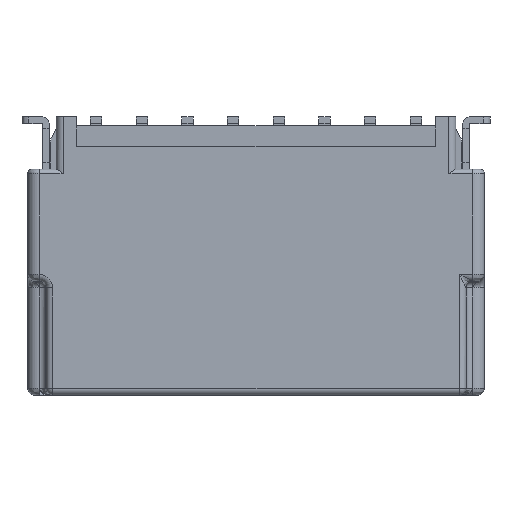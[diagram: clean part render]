
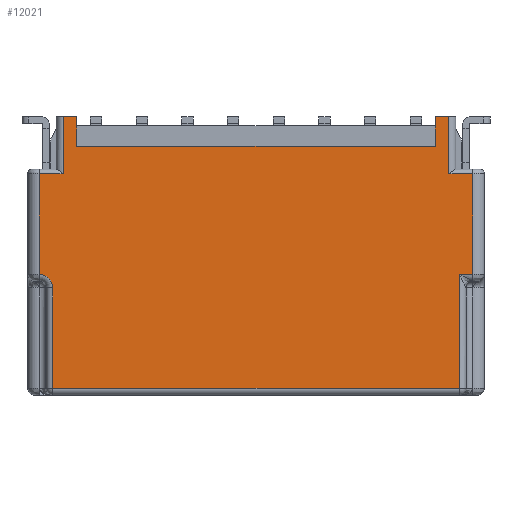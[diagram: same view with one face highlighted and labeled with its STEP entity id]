
A CAD part, front view. The second image highlights one B-rep face of the part: STEP entity #12021.
In plain terms, the highlighted planar face has unit normal (0, -1, 0).
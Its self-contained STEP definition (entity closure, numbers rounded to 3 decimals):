
#167=DIRECTION('',(0.,0.,1.));
#168=VECTOR('',#167,5.);
#169=CARTESIAN_POINT('',(8.9,-3.55,-9.1));
#170=LINE('',#169,#168);
#175=CARTESIAN_POINT('',(-9.5,-3.55,-4.7));
#176=DIRECTION('',(0.,-1.,0.));
#177=DIRECTION('',(1.,0.,0.));
#178=AXIS2_PLACEMENT_3D('',#175,#176,#177);
#180=DIRECTION('',(1.,0.,0.));
#181=VECTOR('',#180,0.6);
#182=CARTESIAN_POINT('',(-8.45,-3.55,2.8));
#183=LINE('',#182,#181);
#184=DIRECTION('',(1.,0.,0.));
#185=VECTOR('',#184,15.7);
#186=CARTESIAN_POINT('',(-7.85,-3.55,1.5));
#187=LINE('',#186,#185);
#188=DIRECTION('',(0.,0.,1.));
#189=VECTOR('',#188,1.3);
#190=CARTESIAN_POINT('',(7.85,-3.55,1.5));
#191=LINE('',#190,#189);
#192=DIRECTION('',(1.,0.,0.));
#193=VECTOR('',#192,0.6);
#194=CARTESIAN_POINT('',(7.85,-3.55,2.8));
#195=LINE('',#194,#193);
#196=DIRECTION('',(0.,0.,-1.));
#197=VECTOR('',#196,4.4);
#198=CARTESIAN_POINT('',(-8.9,-3.55,-4.7));
#199=LINE('',#198,#197);
#223=DIRECTION('',(1.,0.,0.));
#224=VECTOR('',#223,17.8);
#225=CARTESIAN_POINT('',(-8.9,-3.55,-9.1));
#226=LINE('',#225,#224);
#702=DIRECTION('',(0.,0.,1.));
#703=VECTOR('',#702,2.5);
#704=CARTESIAN_POINT('',(8.45,-3.55,0.3));
#705=LINE('',#704,#703);
#960=DIRECTION('',(1.,0.,0.));
#961=VECTOR('',#960,0.6);
#962=CARTESIAN_POINT('',(8.9,-3.55,-4.1));
#963=LINE('',#962,#961);
#983=DIRECTION('',(0.,0.,1.));
#984=VECTOR('',#983,4.4);
#985=CARTESIAN_POINT('',(9.5,-3.55,-4.1));
#986=LINE('',#985,#984);
#1006=DIRECTION('',(-1.,0.,0.));
#1007=VECTOR('',#1006,1.05);
#1008=CARTESIAN_POINT('',(9.5,-3.55,0.3));
#1009=LINE('',#1008,#1007);
#1892=DIRECTION('',(0.,0.,1.));
#1893=VECTOR('',#1892,1.3);
#1894=CARTESIAN_POINT('',(-7.85,-3.55,1.5));
#1895=LINE('',#1894,#1893);
#2008=DIRECTION('',(0.,0.,-1.));
#2009=VECTOR('',#2008,2.5);
#2010=CARTESIAN_POINT('',(-8.45,-3.55,2.8));
#2011=LINE('',#2010,#2009);
#2062=DIRECTION('',(-1.,0.,0.));
#2063=VECTOR('',#2062,1.05);
#2064=CARTESIAN_POINT('',(-8.45,-3.55,0.3));
#2065=LINE('',#2064,#2063);
#2113=DIRECTION('',(0.,0.,-1.));
#2114=VECTOR('',#2113,4.4);
#2115=CARTESIAN_POINT('',(-9.5,-3.55,0.3));
#2116=LINE('',#2115,#2114);
#9436=CARTESIAN_POINT('',(8.9,-3.55,-9.1));
#9437=VERTEX_POINT('',#9436);
#9438=CARTESIAN_POINT('',(8.9,-3.55,-4.1));
#9439=VERTEX_POINT('',#9438);
#9441=CARTESIAN_POINT('',(-8.9,-3.55,-4.7));
#9442=CARTESIAN_POINT('',(-8.9,-3.55,-9.1));
#9443=VERTEX_POINT('',#9441);
#9444=VERTEX_POINT('',#9442);
#9445=CARTESIAN_POINT('',(-9.5,-3.55,-4.1));
#9446=VERTEX_POINT('',#9445);
#9447=CARTESIAN_POINT('',(-9.5,-3.55,0.3));
#9448=VERTEX_POINT('',#9447);
#9449=CARTESIAN_POINT('',(-8.45,-3.55,0.3));
#9450=VERTEX_POINT('',#9449);
#9451=CARTESIAN_POINT('',(-8.45,-3.55,2.8));
#9452=VERTEX_POINT('',#9451);
#9453=CARTESIAN_POINT('',(-7.85,-3.55,2.8));
#9454=VERTEX_POINT('',#9453);
#9455=CARTESIAN_POINT('',(-7.85,-3.55,1.5));
#9456=VERTEX_POINT('',#9455);
#9457=CARTESIAN_POINT('',(7.85,-3.55,1.5));
#9458=VERTEX_POINT('',#9457);
#9459=CARTESIAN_POINT('',(7.85,-3.55,2.8));
#9460=VERTEX_POINT('',#9459);
#9461=CARTESIAN_POINT('',(8.45,-3.55,2.8));
#9462=VERTEX_POINT('',#9461);
#9463=CARTESIAN_POINT('',(8.45,-3.55,0.3));
#9464=VERTEX_POINT('',#9463);
#9465=CARTESIAN_POINT('',(9.5,-3.55,0.3));
#9466=VERTEX_POINT('',#9465);
#9467=CARTESIAN_POINT('',(9.5,-3.55,-4.1));
#9468=VERTEX_POINT('',#9467);
#11983=CARTESIAN_POINT('',(-9.05,-3.55,0.));
#11984=DIRECTION('',(0.,-1.,0.));
#11985=DIRECTION('',(1.,0.,0.));
#11986=AXIS2_PLACEMENT_3D('',#11983,#11984,#11985);
#11987=PLANE('',#11986);
#11989=ORIENTED_EDGE('',*,*,#11988,.F.);
#11991=ORIENTED_EDGE('',*,*,#11990,.T.);
#11993=ORIENTED_EDGE('',*,*,#11992,.F.);
#11995=ORIENTED_EDGE('',*,*,#11994,.F.);
#11997=ORIENTED_EDGE('',*,*,#11996,.F.);
#11999=ORIENTED_EDGE('',*,*,#11998,.T.);
#12001=ORIENTED_EDGE('',*,*,#12000,.F.);
#12003=ORIENTED_EDGE('',*,*,#12002,.T.);
#12005=ORIENTED_EDGE('',*,*,#12004,.T.);
#12007=ORIENTED_EDGE('',*,*,#12006,.T.);
#12009=ORIENTED_EDGE('',*,*,#12008,.F.);
#12011=ORIENTED_EDGE('',*,*,#12010,.F.);
#12013=ORIENTED_EDGE('',*,*,#12012,.F.);
#12015=ORIENTED_EDGE('',*,*,#12014,.F.);
#12016=ORIENTED_EDGE('',*,*,#11973,.F.);
#12018=ORIENTED_EDGE('',*,*,#12017,.F.);
#12019=EDGE_LOOP('',(#11989,#11991,#11993,#11995,#11997,#11999,#12001,#12003,
#12005,#12007,#12009,#12011,#12013,#12015,#12016,#12018));
#12020=FACE_OUTER_BOUND('',#12019,.F.);
#12021=ADVANCED_FACE('',(#12020),#11987,.T.);
#179=CIRCLE('',#178,0.6);
#11973=EDGE_CURVE('',#9437,#9439,#170,.T.);
#11988=EDGE_CURVE('',#9443,#9444,#199,.T.);
#11990=EDGE_CURVE('',#9443,#9446,#179,.T.);
#11992=EDGE_CURVE('',#9448,#9446,#2116,.T.);
#11994=EDGE_CURVE('',#9450,#9448,#2065,.T.);
#11996=EDGE_CURVE('',#9452,#9450,#2011,.T.);
#11998=EDGE_CURVE('',#9452,#9454,#183,.T.);
#12000=EDGE_CURVE('',#9456,#9454,#1895,.T.);
#12002=EDGE_CURVE('',#9456,#9458,#187,.T.);
#12004=EDGE_CURVE('',#9458,#9460,#191,.T.);
#12006=EDGE_CURVE('',#9460,#9462,#195,.T.);
#12008=EDGE_CURVE('',#9464,#9462,#705,.T.);
#12010=EDGE_CURVE('',#9466,#9464,#1009,.T.);
#12012=EDGE_CURVE('',#9468,#9466,#986,.T.);
#12014=EDGE_CURVE('',#9439,#9468,#963,.T.);
#12017=EDGE_CURVE('',#9444,#9437,#226,.T.);
